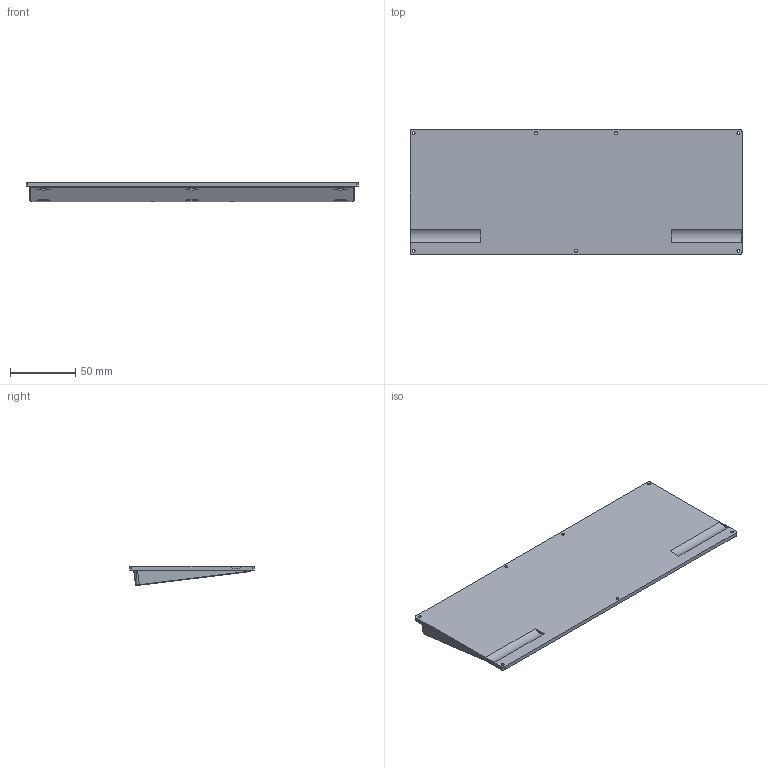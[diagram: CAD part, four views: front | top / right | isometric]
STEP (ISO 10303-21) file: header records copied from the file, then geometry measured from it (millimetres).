
FILE_DESCRIPTION(('FreeCAD Model'),'2;1');
FILE_NAME('Open CASCADE Shape Model','2026-01-23T01:01:09',(''),(''), 'Open CASCADE STEP processor 7.8','FreeCAD','Unknown');
FILE_SCHEMA(('AUTOMOTIVE_DESIGN { 1 0 10303 214 1 1 1 1 }'));
Length unit declared in the file: millimetre
Products named in the file (1): bottom-tented
Bounding box: 254.5 x 95.5 x 14.74 mm (x, y, z)
Volume: 212781.7 mm3; surface area: 55024.3 mm2
Topology: 1 solids, 1 shells, 102 faces, 250 edges, 159 vertices
Faces by surface type: plane 38, cylinder 32, cone 18, bspline 14
Full cylindrical faces by diameter (mm): 2.2 x7, 10.2 x6
Entity records: 4235 total; most frequent: CARTESIAN_POINT 1857, ORIENTED_EDGE 500, DIRECTION 458, EDGE_CURVE 250, AXIS2_PLACEMENT_3D 177, VERTEX_POINT 159, FACE_BOUND 125, EDGE_LOOP 125
